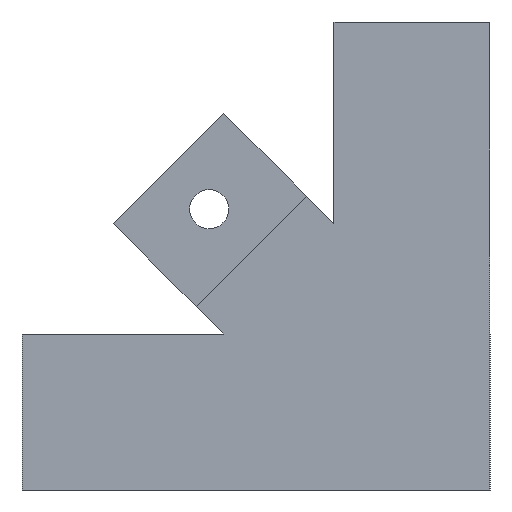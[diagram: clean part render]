
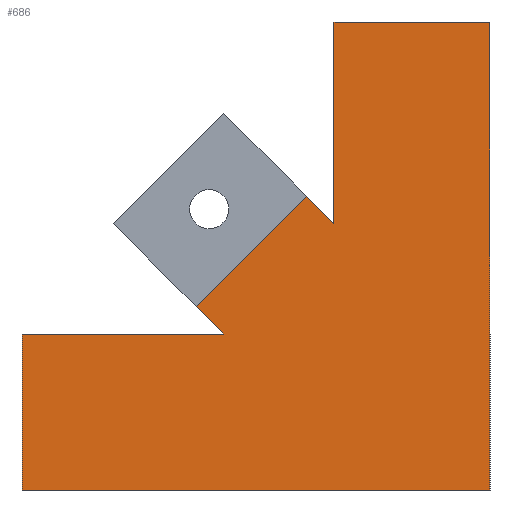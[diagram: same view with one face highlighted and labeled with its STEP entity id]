
A CAD part, left-side view. The second image highlights one B-rep face of the part: STEP entity #686.
In plain terms, the highlighted planar face has unit normal (-1, 0, 0).
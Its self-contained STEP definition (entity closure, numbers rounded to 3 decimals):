
#42=PLANE('',#751);
#81=FACE_OUTER_BOUND('',#125,.T.);
#125=EDGE_LOOP('',(#572,#573,#574,#575,#576,#577,#578,#579,#580));
#153=LINE('',#986,#234);
#158=LINE('',#994,#239);
#192=LINE('',#1079,#273);
#196=LINE('',#1086,#277);
#197=LINE('',#1088,#278);
#198=LINE('',#1090,#279);
#199=LINE('',#1092,#280);
#200=LINE('',#1094,#281);
#201=LINE('',#1095,#282);
#234=VECTOR('',#799,10.);
#239=VECTOR('',#806,10.);
#273=VECTOR('',#886,10.);
#277=VECTOR('',#894,10.);
#278=VECTOR('',#895,10.);
#279=VECTOR('',#896,10.);
#280=VECTOR('',#897,10.);
#281=VECTOR('',#898,10.);
#282=VECTOR('',#899,10.);
#330=VERTEX_POINT('',#983);
#331=VERTEX_POINT('',#985);
#333=VERTEX_POINT('',#992);
#361=VERTEX_POINT('',#1078);
#362=VERTEX_POINT('',#1085);
#363=VERTEX_POINT('',#1087);
#364=VERTEX_POINT('',#1089);
#365=VERTEX_POINT('',#1091);
#366=VERTEX_POINT('',#1093);
#392=EDGE_CURVE('',#331,#330,#153,.T.);
#397=EDGE_CURVE('',#333,#330,#158,.T.);
#437=EDGE_CURVE('',#361,#331,#192,.T.);
#441=EDGE_CURVE('',#362,#333,#196,.T.);
#442=EDGE_CURVE('',#363,#362,#197,.T.);
#443=EDGE_CURVE('',#364,#363,#198,.T.);
#444=EDGE_CURVE('',#364,#365,#199,.T.);
#445=EDGE_CURVE('',#366,#365,#200,.T.);
#446=EDGE_CURVE('',#361,#366,#201,.T.);
#572=ORIENTED_EDGE('',*,*,#392,.T.);
#573=ORIENTED_EDGE('',*,*,#397,.F.);
#574=ORIENTED_EDGE('',*,*,#441,.F.);
#575=ORIENTED_EDGE('',*,*,#442,.F.);
#576=ORIENTED_EDGE('',*,*,#443,.F.);
#577=ORIENTED_EDGE('',*,*,#444,.T.);
#578=ORIENTED_EDGE('',*,*,#445,.F.);
#579=ORIENTED_EDGE('',*,*,#446,.F.);
#580=ORIENTED_EDGE('',*,*,#437,.T.);
#686=ADVANCED_FACE('',(#81),#42,.T.);
#751=AXIS2_PLACEMENT_3D('',#1084,#892,#893);
#799=DIRECTION('',(0.,0.707,-0.707));
#806=DIRECTION('',(0.,0.707,0.707));
#886=DIRECTION('',(0.,0.707,0.707));
#892=DIRECTION('center_axis',(-1.,0.,0.));
#893=DIRECTION('ref_axis',(0.,-1.,0.));
#894=DIRECTION('',(0.,-1.,0.));
#895=DIRECTION('',(0.,0.,1.));
#896=DIRECTION('',(0.,1.,0.));
#897=DIRECTION('',(0.,0.,1.));
#898=DIRECTION('',(0.,-1.,0.));
#899=DIRECTION('',(0.,0.,1.));
#983=CARTESIAN_POINT('',(0.,37.678,23.536));
#985=CARTESIAN_POINT('',(0.,23.536,37.678));
#986=CARTESIAN_POINT('',(0.,45.607,15.607));
#992=CARTESIAN_POINT('',(0.,34.142,20.));
#994=CARTESIAN_POINT('',(0.,34.142,20.));
#1078=CARTESIAN_POINT('',(0.,20.,34.142));
#1079=CARTESIAN_POINT('',(0.,20.,34.142));
#1084=CARTESIAN_POINT('Origin',(0.,60.,0.));
#1085=CARTESIAN_POINT('',(0.,60.,20.));
#1086=CARTESIAN_POINT('',(0.,0.,20.));
#1087=CARTESIAN_POINT('',(0.,60.,0.));
#1088=CARTESIAN_POINT('',(0.,60.,0.));
#1089=CARTESIAN_POINT('',(0.,0.,0.));
#1090=CARTESIAN_POINT('',(0.,0.,0.));
#1091=CARTESIAN_POINT('',(0.,0.,60.));
#1092=CARTESIAN_POINT('',(0.,0.,0.));
#1093=CARTESIAN_POINT('',(0.,20.,60.));
#1094=CARTESIAN_POINT('',(0.,20.,60.));
#1095=CARTESIAN_POINT('',(0.,20.,20.));
